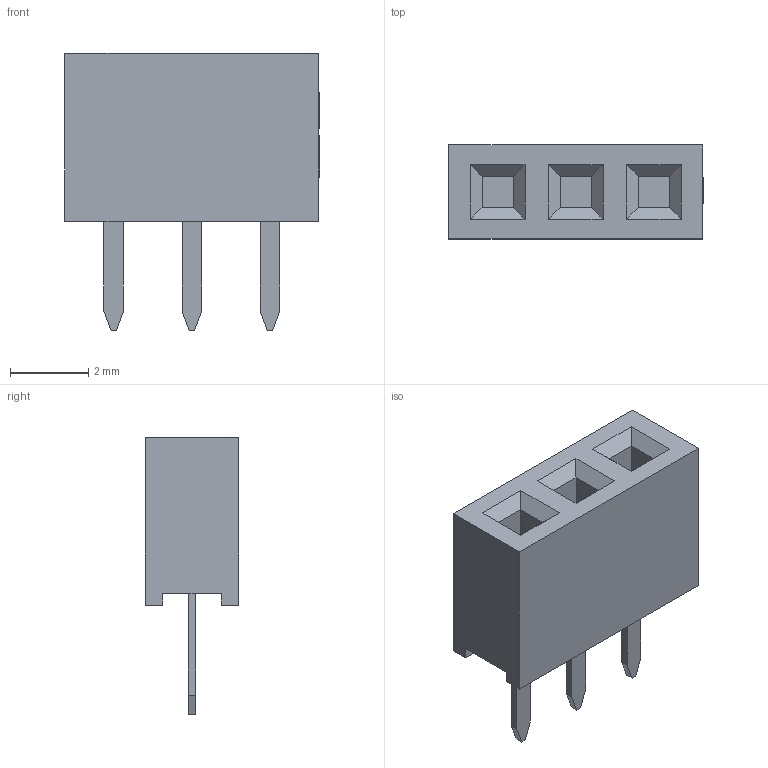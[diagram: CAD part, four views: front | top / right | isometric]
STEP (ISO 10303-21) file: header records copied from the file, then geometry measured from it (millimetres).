
FILE_DESCRIPTION(/* description */ ('Designed by EasyEDA Pro'),/* implementation_level */ '2;1');
FILE_NAME(/* name */ 'PM_2.00_1x3P_LH.step',/* time_stamp */ '2025-04-02T10:17:56+08:00',/* author */ (''),/* organization */ (''),/* preprocessor_version */ 'ST-DEVELOPER v20.1',/* originating_system */ 'Autodesk Translation Framework v14.4.0.0',/* authorisation */ '');
FILE_SCHEMA (('AUTOMOTIVE_DESIGN { 1 0 10303 214 3 1 1 }'));
Length unit declared in the file: millimetre
Products named in the file (3): efn6-PCBModel; efn6-Board; efn6-U1-HDR-TH_3P-P2.00-V-F-A
Assembly tree (2 placements, depth 2):
  efn6-PCBModel
    efn6-Board
    efn6-U1-HDR-TH_3P-P2.00-V-F-A
Bounding box: 6.51 x 2.4 x 7.1 mm (x, y, z)
Volume: 58.7 mm3; surface area: 150.8 mm2
Topology: 1 solids, 1 shells, 341 faces, 909 edges, 602 vertices
Faces by surface type: plane 229, bspline 112
Entity records: 12128 total; most frequent: CARTESIAN_POINT 3691, ORIENTED_EDGE 1818, DIRECTION 1325, EDGE_CURVE 909, LINE 685, VECTOR 685, VERTEX_POINT 602, EDGE_LOOP 373
